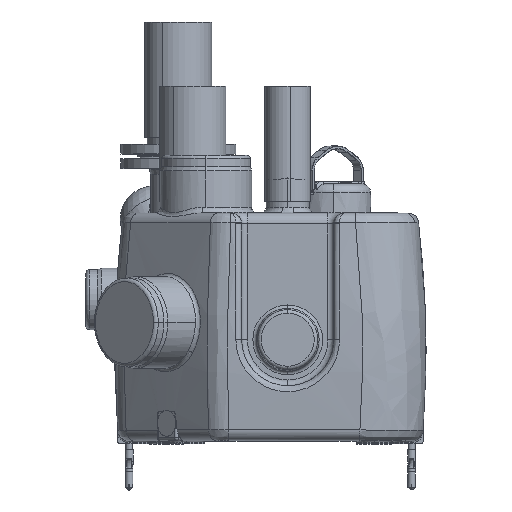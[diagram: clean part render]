
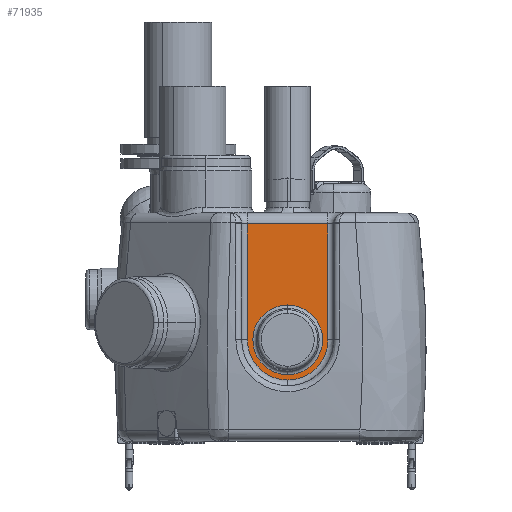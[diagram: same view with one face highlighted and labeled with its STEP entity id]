
A CAD part, top view. The second image highlights one B-rep face of the part: STEP entity #71935.
In plain terms, the highlighted planar face has unit normal (0, 0, 1).
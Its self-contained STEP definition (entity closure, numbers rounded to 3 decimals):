
#424 = CARTESIAN_POINT ( 'NONE',  ( 94.87, 220., 255. ) ) ;
#872 = CARTESIAN_POINT ( 'NONE',  ( -44.87, 220., 255. ) ) ;
#2377 = CARTESIAN_POINT ( 'NONE',  ( -44.87, 19., 255. ) ) ;
#2598 = CARTESIAN_POINT ( 'NONE',  ( 25., -50.87, 255. ) ) ;
#4730 = VECTOR ( 'NONE', #20509, 1000. ) ;
#4788 = VECTOR ( 'NONE', #20200, 1000. ) ;
#8302 = EDGE_CURVE ( 'NONE', #57148, #17372, #20195, .T. ) ;
#8340 = EDGE_CURVE ( 'NONE', #57887, #57148, #20475, .T. ) ;
#16838 = VERTEX_POINT ( 'NONE', #63430 ) ;
#17132 = VERTEX_POINT ( 'NONE', #66625 ) ;
#17372 = VERTEX_POINT ( 'NONE', #67081 ) ;
#17690 = ORIENTED_EDGE ( 'NONE', *, *, #8340, .F. ) ;
#17694 = ORIENTED_EDGE ( 'NONE', *, *, #79027, .T. ) ;
#17696 = ORIENTED_EDGE ( 'NONE', *, *, #8302, .F. ) ;
#17699 = ORIENTED_EDGE ( 'NONE', *, *, #78556, .T. ) ;
#17700 = ORIENTED_EDGE ( 'NONE', *, *, #39090, .T. ) ;
#17705 = ORIENTED_EDGE ( 'NONE', *, *, #80286, .T. ) ;
#17707 = ORIENTED_EDGE ( 'NONE', *, *, #38413, .T. ) ;
#20190 = CARTESIAN_POINT ( 'NONE',  ( 94.87, 119.5, 255. ) ) ;
#20195 = LINE ( 'NONE', #20190, #4788 ) ;
#20200 = DIRECTION ( 'NONE',  ( 0., -1., 0. ) ) ;
#20475 = LINE ( 'NONE', #20507, #4730 ) ;
#20507 = CARTESIAN_POINT ( 'NONE',  ( 25., 220., 255. ) ) ;
#20509 = DIRECTION ( 'NONE',  ( 1., 0., 0. ) ) ;
#36271 = AXIS2_PLACEMENT_3D ( 'NONE', #41961, #41962, #41963 ) ;
#38413 = EDGE_CURVE ( 'NONE', #16838, #17132, #74333, .T. ) ;
#39090 = EDGE_CURVE ( 'NONE', #59150, #17372, #74908, .T. ) ;
#41924 = FACE_OUTER_BOUND ( 'NONE', #55056, .T. ) ;
#41946 = FACE_BOUND ( 'NONE', #54639, .T. ) ;
#41952 = PLANE ( 'NONE',  #36271 ) ;
#41961 = CARTESIAN_POINT ( 'NONE',  ( -44.87, 220., 255. ) ) ;
#41962 = DIRECTION ( 'NONE',  ( 0., 0., 1. ) ) ;
#41963 = DIRECTION ( 'NONE',  ( 0., -1., 0. ) ) ;
#47090 = CARTESIAN_POINT ( 'NONE',  ( 25., 19., 255. ) ) ;
#47091 = DIRECTION ( 'NONE',  ( 0., 0., 1. ) ) ;
#47092 = DIRECTION ( 'NONE',  ( 0., -1., 0. ) ) ;
#47327 = CIRCLE ( 'NONE', #47338, 69.87 ) ;
#47338 = AXIS2_PLACEMENT_3D ( 'NONE', #47090, #47091, #47092 ) ;
#47517 = VECTOR ( 'NONE', #55300, 1000. ) ;
#48015 = CIRCLE ( 'NONE', #48016, 60.5 ) ;
#48016 = AXIS2_PLACEMENT_3D ( 'NONE', #66230, #66231, #66232 ) ;
#54639 = EDGE_LOOP ( 'NONE', ( #17705, #17707 ) ) ;
#55056 = EDGE_LOOP ( 'NONE', ( #17699, #17700, #17696, #17690, #17694 ) ) ;
#55295 = LINE ( 'NONE', #55298, #47517 ) ;
#55298 = CARTESIAN_POINT ( 'NONE',  ( -44.87, 83.211, 255. ) ) ;
#55300 = DIRECTION ( 'NONE',  ( 0., -1., 0. ) ) ;
#57148 = VERTEX_POINT ( 'NONE', #424 ) ;
#57887 = VERTEX_POINT ( 'NONE', #872 ) ;
#58876 = VERTEX_POINT ( 'NONE', #2377 ) ;
#59150 = VERTEX_POINT ( 'NONE', #2598 ) ;
#63430 = CARTESIAN_POINT ( 'NONE',  ( 25., -41.5, 255. ) ) ;
#66230 = CARTESIAN_POINT ( 'NONE',  ( 25., 19., 255. ) ) ;
#66231 = DIRECTION ( 'NONE',  ( 0., 0., -1. ) ) ;
#66232 = DIRECTION ( 'NONE',  ( 0., 1., 0. ) ) ;
#66625 = CARTESIAN_POINT ( 'NONE',  ( 25., 79.5, 255. ) ) ;
#67081 = CARTESIAN_POINT ( 'NONE',  ( 94.87, 19., 255. ) ) ;
#71935 = ADVANCED_FACE ( 'NONE', ( #41946, #41924 ), #41952, .T. ) ;
#74333 = CIRCLE ( 'NONE', #74336, 60.5 ) ;
#74336 = AXIS2_PLACEMENT_3D ( 'NONE', #75857, #75858, #75859 ) ;
#74908 = CIRCLE ( 'NONE', #74916, 69.87 ) ;
#74916 = AXIS2_PLACEMENT_3D ( 'NONE', #80299, #80301, #80303 ) ;
#75857 = CARTESIAN_POINT ( 'NONE',  ( 25., 19., 255. ) ) ;
#75858 = DIRECTION ( 'NONE',  ( 0., 0., -1. ) ) ;
#75859 = DIRECTION ( 'NONE',  ( 0., 1., 0. ) ) ;
#78556 = EDGE_CURVE ( 'NONE', #58876, #59150, #47327, .T. ) ;
#79027 = EDGE_CURVE ( 'NONE', #57887, #58876, #55295, .T. ) ;
#80286 = EDGE_CURVE ( 'NONE', #17132, #16838, #48015, .T. ) ;
#80299 = CARTESIAN_POINT ( 'NONE',  ( 25., 19., 255. ) ) ;
#80301 = DIRECTION ( 'NONE',  ( 0., 0., 1. ) ) ;
#80303 = DIRECTION ( 'NONE',  ( 0., -1., 0. ) ) ;
